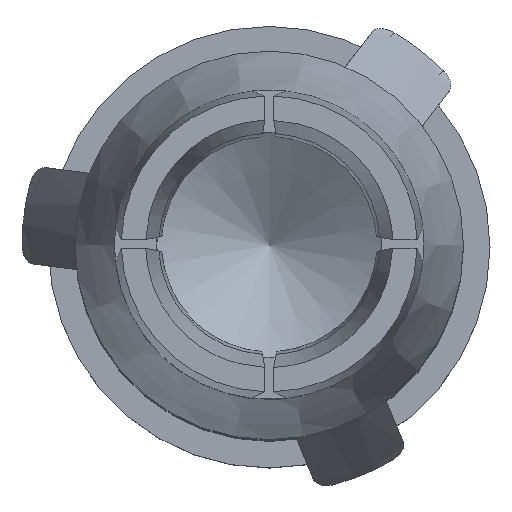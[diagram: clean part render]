
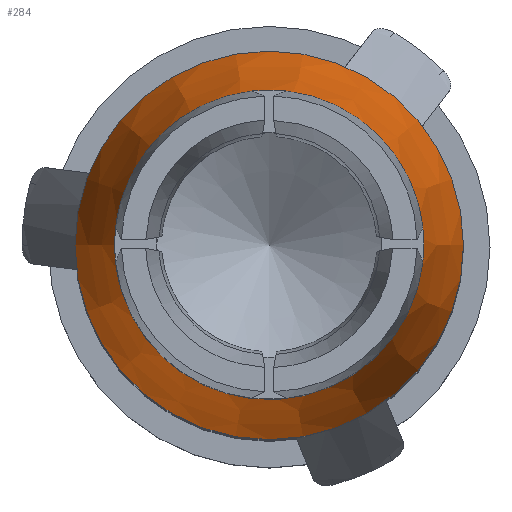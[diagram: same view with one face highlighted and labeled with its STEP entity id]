
A CAD part, top view. The second image highlights one B-rep face of the part: STEP entity #284.
In plain terms, the highlighted conical face has half-angle 12.68 degrees and reference radius 2.2 mm.
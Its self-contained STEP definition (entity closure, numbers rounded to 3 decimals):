
#174=CONICAL_SURFACE('',#1685,2.2,12.68);
#284=ADVANCED_FACE('',(#629,#630),#174,.T.);
#629=FACE_BOUND('',#680,.T.);
#630=FACE_BOUND('',#681,.T.);
#680=EDGE_LOOP('',(#812));
#681=EDGE_LOOP('',(#813));
#812=ORIENTED_EDGE('',*,*,#1386,.T.);
#813=ORIENTED_EDGE('',*,*,#1387,.F.);
#1239=VERTEX_POINT('',#2258);
#1240=VERTEX_POINT('',#2260);
#1386=EDGE_CURVE('',#1239,#1239,#1597,.T.);
#1387=EDGE_CURVE('',#1240,#1240,#1598,.T.);
#1597=CIRCLE('',#1683,2.2);
#1598=CIRCLE('',#1684,1.75);
#1683=AXIS2_PLACEMENT_3D('',#2257,#1871,#1872);
#1684=AXIS2_PLACEMENT_3D('',#2259,#1873,#1874);
#1685=AXIS2_PLACEMENT_3D('',#2261,#1875,#1876);
#1871=DIRECTION('',(0.,0.,1.));
#1872=DIRECTION('',(0.,-1.,0.));
#1873=DIRECTION('',(0.,0.,1.));
#1874=DIRECTION('',(0.,-1.,0.));
#1875=DIRECTION('',(0.,0.,-1.));
#1876=DIRECTION('',(0.,1.,0.));
#2257=CARTESIAN_POINT('',(0.,0.,-10.));
#2258=CARTESIAN_POINT('',(0.,-2.2,-10.));
#2259=CARTESIAN_POINT('',(0.,0.,-8.));
#2260=CARTESIAN_POINT('',(-1.75,0.,-8.));
#2261=CARTESIAN_POINT('',(0.,0.,-10.));
